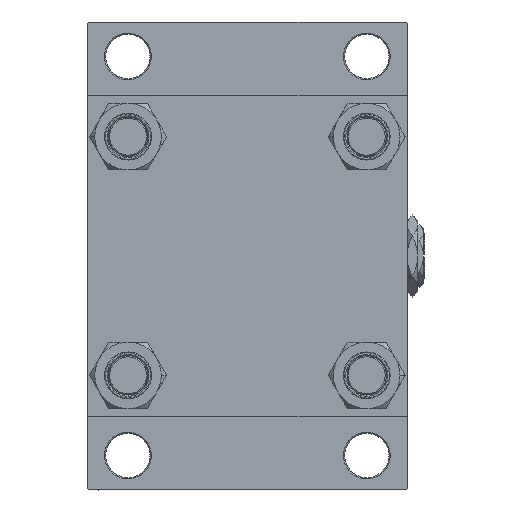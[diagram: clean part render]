
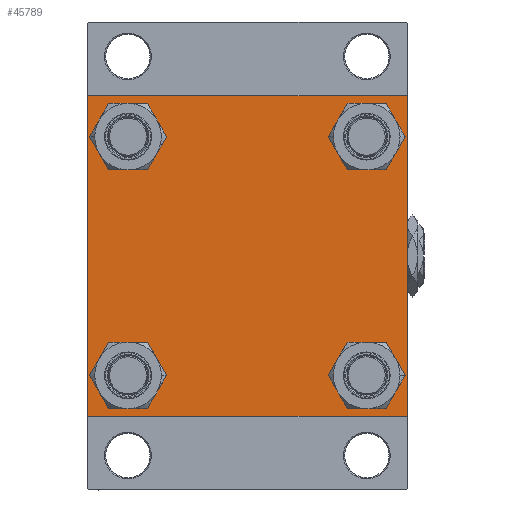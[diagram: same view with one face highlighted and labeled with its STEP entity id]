
A CAD part, left-side view. The second image highlights one B-rep face of the part: STEP entity #45789.
In plain terms, the highlighted planar face has unit normal (-1, 0, 0).
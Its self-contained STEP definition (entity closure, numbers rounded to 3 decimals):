
#686 = CARTESIAN_POINT ( 'NONE',  ( 0., -65., -64.5 ) ) ;
#993 = ORIENTED_EDGE ( 'NONE', *, *, #21993, .T. ) ;
#1172 = EDGE_CURVE ( 'NONE', #13553, #39426, #19782, .T. ) ;
#1799 = VERTEX_POINT ( 'NONE', #20841 ) ;
#2070 = LINE ( 'NONE', #44821, #20415 ) ;
#2313 = CARTESIAN_POINT ( 'NONE',  ( 0., -48.45, -48.45 ) ) ;
#3702 = CIRCLE ( 'NONE', #40677, 8.5 ) ;
#3886 = AXIS2_PLACEMENT_3D ( 'NONE', #33965, #49576, #11034 ) ;
#3981 = VERTEX_POINT ( 'NONE', #24230 ) ;
#4843 = ORIENTED_EDGE ( 'NONE', *, *, #5242, .T. ) ;
#5242 = EDGE_CURVE ( 'NONE', #39401, #28204, #23904, .T. ) ;
#6007 = DIRECTION ( 'NONE',  ( 1., 0., 0. ) ) ;
#6296 = EDGE_CURVE ( 'NONE', #1799, #28455, #38224, .T. ) ;
#6462 = EDGE_CURVE ( 'NONE', #23865, #44340, #41145, .T. ) ;
#7022 = CARTESIAN_POINT ( 'NONE',  ( 0., 64.5, 65. ) ) ;
#7033 = EDGE_CURVE ( 'NONE', #19876, #48212, #36037, .T. ) ;
#7068 = DIRECTION ( 'NONE',  ( 0., 0., 1. ) ) ;
#7872 = VECTOR ( 'NONE', #38971, 1000. ) ;
#8280 = CARTESIAN_POINT ( 'NONE',  ( 0., -64.75, -64.75 ) ) ;
#8901 = CARTESIAN_POINT ( 'NONE',  ( 0., -64.5, 65. ) ) ;
#8956 = CARTESIAN_POINT ( 'NONE',  ( 0., 48.45, 48.45 ) ) ;
#10192 = EDGE_LOOP ( 'NONE', ( #46659, #4843 ) ) ;
#10505 = EDGE_CURVE ( 'NONE', #12319, #1799, #17921, .T. ) ;
#10757 = CARTESIAN_POINT ( 'NONE',  ( 0., -48.45, -56.95 ) ) ;
#11034 = DIRECTION ( 'NONE',  ( 0., 0., 1. ) ) ;
#11272 = ORIENTED_EDGE ( 'NONE', *, *, #39381, .F. ) ;
#11362 = DIRECTION ( 'NONE',  ( 1., 0., 0. ) ) ;
#11569 = CIRCLE ( 'NONE', #34084, 8.5 ) ;
#12012 = EDGE_LOOP ( 'NONE', ( #41037, #31948 ) ) ;
#12319 = VERTEX_POINT ( 'NONE', #13682 ) ;
#12809 = AXIS2_PLACEMENT_3D ( 'NONE', #19699, #15672, #24233 ) ;
#13012 = EDGE_CURVE ( 'NONE', #21522, #23865, #24655, .T. ) ;
#13341 = AXIS2_PLACEMENT_3D ( 'NONE', #40996, #6007, #21366 ) ;
#13446 = EDGE_CURVE ( 'NONE', #28204, #39401, #28103, .T. ) ;
#13553 = VERTEX_POINT ( 'NONE', #21427 ) ;
#13682 = CARTESIAN_POINT ( 'NONE',  ( 0., 64.5, -65. ) ) ;
#13721 = DIRECTION ( 'NONE',  ( 0., 0., 1. ) ) ;
#14043 = CIRCLE ( 'NONE', #41396, 8.5 ) ;
#14072 = FACE_BOUND ( 'NONE', #19407, .T. ) ;
#14952 = CARTESIAN_POINT ( 'NONE',  ( 0., 65., 65. ) ) ;
#15672 = DIRECTION ( 'NONE',  ( 1., 0., 0. ) ) ;
#16081 = AXIS2_PLACEMENT_3D ( 'NONE', #8956, #44178, #13721 ) ;
#16693 = VECTOR ( 'NONE', #38105, 1000. ) ;
#16952 = LINE ( 'NONE', #32062, #39093 ) ;
#17921 = LINE ( 'NONE', #33277, #41634 ) ;
#18152 = ORIENTED_EDGE ( 'NONE', *, *, #38441, .T. ) ;
#18235 = AXIS2_PLACEMENT_3D ( 'NONE', #18469, #37587, #26033 ) ;
#18469 = CARTESIAN_POINT ( 'NONE',  ( 0., 48.45, -48.45 ) ) ;
#19407 = EDGE_LOOP ( 'NONE', ( #18152, #31708 ) ) ;
#19699 = CARTESIAN_POINT ( 'NONE',  ( 0., 48.45, -48.45 ) ) ;
#19782 = LINE ( 'NONE', #42942, #23773 ) ;
#19876 = VERTEX_POINT ( 'NONE', #30256 ) ;
#19942 = CARTESIAN_POINT ( 'NONE',  ( 0., 65., 64.5 ) ) ;
#20415 = VECTOR ( 'NONE', #48137, 1000. ) ;
#20841 = CARTESIAN_POINT ( 'NONE',  ( 0., -64.5, -65. ) ) ;
#21062 = CARTESIAN_POINT ( 'NONE',  ( 0., -48.45, 56.95 ) ) ;
#21366 = DIRECTION ( 'NONE',  ( 0., 0., 1. ) ) ;
#21427 = CARTESIAN_POINT ( 'NONE',  ( 0., -65., 64.5 ) ) ;
#21522 = VERTEX_POINT ( 'NONE', #7022 ) ;
#21873 = EDGE_LOOP ( 'NONE', ( #37210, #35849, #46847, #49807, #11272, #31353, #37910, #37033 ) ) ;
#21993 = EDGE_CURVE ( 'NONE', #48212, #19876, #40198, .T. ) ;
#22457 = DIRECTION ( 'NONE',  ( 0., -1., 0. ) ) ;
#22520 = CARTESIAN_POINT ( 'NONE',  ( 0., -48.45, -48.45 ) ) ;
#22642 = FACE_OUTER_BOUND ( 'NONE', #21873, .T. ) ;
#22748 = DIRECTION ( 'NONE',  ( 0., 0., 1. ) ) ;
#23773 = VECTOR ( 'NONE', #32110, 1000. ) ;
#23865 = VERTEX_POINT ( 'NONE', #19942 ) ;
#23904 = CIRCLE ( 'NONE', #18235, 8.5 ) ;
#24230 = CARTESIAN_POINT ( 'NONE',  ( 0., -48.45, -39.95 ) ) ;
#24233 = DIRECTION ( 'NONE',  ( 0., 0., 1. ) ) ;
#24655 = LINE ( 'NONE', #48061, #38538 ) ;
#26033 = DIRECTION ( 'NONE',  ( 0., 0., 1. ) ) ;
#27490 = DIRECTION ( 'NONE',  ( 0., 0., 1. ) ) ;
#28103 = CIRCLE ( 'NONE', #12809, 8.5 ) ;
#28204 = VERTEX_POINT ( 'NONE', #42776 ) ;
#28455 = VERTEX_POINT ( 'NONE', #686 ) ;
#28641 = DIRECTION ( 'NONE',  ( 0., -1., 0. ) ) ;
#30256 = CARTESIAN_POINT ( 'NONE',  ( 0., 48.45, 39.95 ) ) ;
#30765 = CARTESIAN_POINT ( 'NONE',  ( 0., 48.45, 48.45 ) ) ;
#31353 = ORIENTED_EDGE ( 'NONE', *, *, #1172, .T. ) ;
#31416 = VERTEX_POINT ( 'NONE', #21062 ) ;
#31546 = CARTESIAN_POINT ( 'NONE',  ( 0., -48.45, 48.45 ) ) ;
#31708 = ORIENTED_EDGE ( 'NONE', *, *, #39332, .T. ) ;
#31814 = CARTESIAN_POINT ( 'NONE',  ( 0., 48.45, -56.95 ) ) ;
#31948 = ORIENTED_EDGE ( 'NONE', *, *, #34339, .T. ) ;
#32062 = CARTESIAN_POINT ( 'NONE',  ( 0., -65., 65. ) ) ;
#32110 = DIRECTION ( 'NONE',  ( 0., 0.707, 0.707 ) ) ;
#32412 = LINE ( 'NONE', #47771, #34039 ) ;
#32702 = DIRECTION ( 'NONE',  ( 0., 0.707, -0.707 ) ) ;
#33210 = FACE_BOUND ( 'NONE', #10192, .T. ) ;
#33277 = CARTESIAN_POINT ( 'NONE',  ( 0., 65., -65. ) ) ;
#33553 = EDGE_CURVE ( 'NONE', #21522, #39426, #32412, .T. ) ;
#33584 = DIRECTION ( 'NONE',  ( 1., 0., 0. ) ) ;
#33965 = CARTESIAN_POINT ( 'NONE',  ( 0., 0., 0. ) ) ;
#34039 = VECTOR ( 'NONE', #28641, 1000. ) ;
#34084 = AXIS2_PLACEMENT_3D ( 'NONE', #2313, #41556, #7068 ) ;
#34286 = EDGE_CURVE ( 'NONE', #44340, #12319, #2070, .T. ) ;
#34339 = EDGE_CURVE ( 'NONE', #42157, #3981, #11569, .T. ) ;
#35849 = ORIENTED_EDGE ( 'NONE', *, *, #34286, .T. ) ;
#36010 = EDGE_CURVE ( 'NONE', #3981, #42157, #14043, .T. ) ;
#36037 = CIRCLE ( 'NONE', #37603, 8.5 ) ;
#37033 = ORIENTED_EDGE ( 'NONE', *, *, #13012, .T. ) ;
#37210 = ORIENTED_EDGE ( 'NONE', *, *, #6462, .T. ) ;
#37587 = DIRECTION ( 'NONE',  ( 1., 0., 0. ) ) ;
#37603 = AXIS2_PLACEMENT_3D ( 'NONE', #30765, #11362, #27490 ) ;
#37725 = PLANE ( 'NONE',  #3886 ) ;
#37859 = DIRECTION ( 'NONE',  ( 0., 0., 1. ) ) ;
#37910 = ORIENTED_EDGE ( 'NONE', *, *, #33553, .F. ) ;
#38105 = DIRECTION ( 'NONE',  ( 0., 0., -1. ) ) ;
#38224 = LINE ( 'NONE', #8280, #7872 ) ;
#38441 = EDGE_CURVE ( 'NONE', #31416, #43548, #43060, .T. ) ;
#38538 = VECTOR ( 'NONE', #32702, 1000. ) ;
#38971 = DIRECTION ( 'NONE',  ( 0., -0.707, 0.707 ) ) ;
#39093 = VECTOR ( 'NONE', #39102, 1000. ) ;
#39102 = DIRECTION ( 'NONE',  ( 0., 0., -1. ) ) ;
#39332 = EDGE_CURVE ( 'NONE', #43548, #31416, #3702, .T. ) ;
#39381 = EDGE_CURVE ( 'NONE', #13553, #28455, #16952, .T. ) ;
#39401 = VERTEX_POINT ( 'NONE', #31814 ) ;
#39426 = VERTEX_POINT ( 'NONE', #8901 ) ;
#40198 = CIRCLE ( 'NONE', #16081, 8.5 ) ;
#40677 = AXIS2_PLACEMENT_3D ( 'NONE', #31546, #46895, #22748 ) ;
#40716 = CARTESIAN_POINT ( 'NONE',  ( 0., -48.45, 39.95 ) ) ;
#40996 = CARTESIAN_POINT ( 'NONE',  ( 0., -48.45, 48.45 ) ) ;
#41037 = ORIENTED_EDGE ( 'NONE', *, *, #36010, .T. ) ;
#41145 = LINE ( 'NONE', #14952, #16693 ) ;
#41258 = FACE_BOUND ( 'NONE', #44065, .T. ) ;
#41396 = AXIS2_PLACEMENT_3D ( 'NONE', #22520, #33584, #37859 ) ;
#41556 = DIRECTION ( 'NONE',  ( 1., 0., 0. ) ) ;
#41634 = VECTOR ( 'NONE', #22457, 1000. ) ;
#42157 = VERTEX_POINT ( 'NONE', #10757 ) ;
#42776 = CARTESIAN_POINT ( 'NONE',  ( 0., 48.45, -39.95 ) ) ;
#42942 = CARTESIAN_POINT ( 'NONE',  ( 0., -64.75, 64.75 ) ) ;
#43060 = CIRCLE ( 'NONE', #13341, 8.5 ) ;
#43548 = VERTEX_POINT ( 'NONE', #40716 ) ;
#44065 = EDGE_LOOP ( 'NONE', ( #993, #49223 ) ) ;
#44178 = DIRECTION ( 'NONE',  ( 1., 0., 0. ) ) ;
#44340 = VERTEX_POINT ( 'NONE', #44550 ) ;
#44550 = CARTESIAN_POINT ( 'NONE',  ( 0., 65., -64.5 ) ) ;
#44821 = CARTESIAN_POINT ( 'NONE',  ( 0., 64.75, -64.75 ) ) ;
#45285 = FACE_BOUND ( 'NONE', #12012, .T. ) ;
#45789 = ADVANCED_FACE ( 'NONE', ( #14072, #45285, #33210, #41258, #22642 ), #37725, .T. ) ;
#46659 = ORIENTED_EDGE ( 'NONE', *, *, #13446, .T. ) ;
#46847 = ORIENTED_EDGE ( 'NONE', *, *, #10505, .T. ) ;
#46895 = DIRECTION ( 'NONE',  ( 1., 0., 0. ) ) ;
#47771 = CARTESIAN_POINT ( 'NONE',  ( 0., 65., 65. ) ) ;
#48061 = CARTESIAN_POINT ( 'NONE',  ( 0., 64.75, 64.75 ) ) ;
#48137 = DIRECTION ( 'NONE',  ( 0., -0.707, -0.707 ) ) ;
#48212 = VERTEX_POINT ( 'NONE', #48668 ) ;
#48668 = CARTESIAN_POINT ( 'NONE',  ( 0., 48.45, 56.95 ) ) ;
#49223 = ORIENTED_EDGE ( 'NONE', *, *, #7033, .T. ) ;
#49576 = DIRECTION ( 'NONE',  ( -1., 0., 0. ) ) ;
#49807 = ORIENTED_EDGE ( 'NONE', *, *, #6296, .T. ) ;
